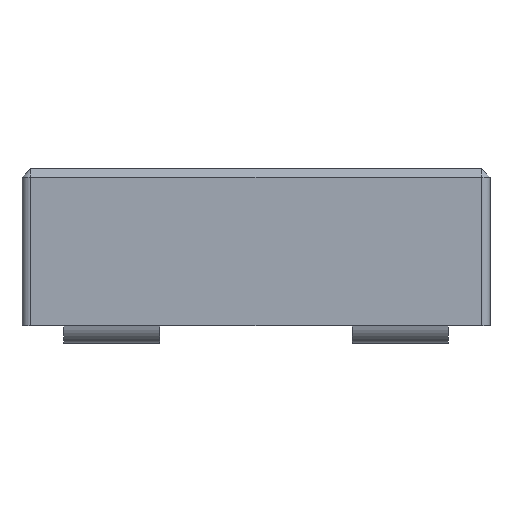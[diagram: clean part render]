
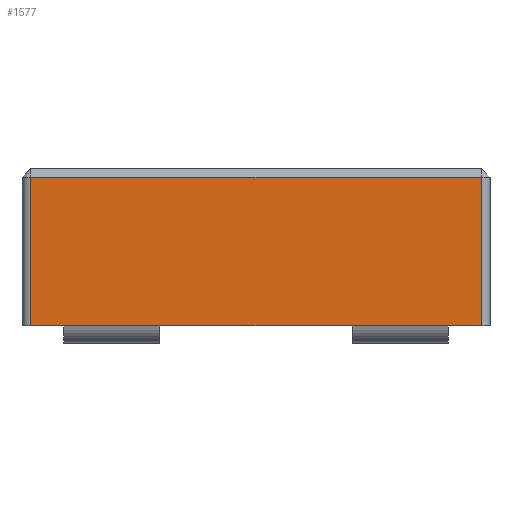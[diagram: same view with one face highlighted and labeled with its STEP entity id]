
A CAD part, front view. The second image highlights one B-rep face of the part: STEP entity #1577.
In plain terms, the highlighted face is planar.
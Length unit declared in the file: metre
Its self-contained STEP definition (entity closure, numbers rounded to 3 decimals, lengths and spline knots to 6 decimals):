
#88=PLANE('',#1661);
#109=LINE('',#1984,#216);
#182=LINE('',#2501,#289);
#189=LINE('',#2521,#296);
#201=LINE('',#2545,#308);
#216=VECTOR('',#1713,1.);
#289=VECTOR('',#1870,1.);
#296=VECTOR('',#1889,1.);
#308=VECTOR('',#1923,1.);
#549=ORIENTED_EDGE('',*,*,#730,.F.);
#550=ORIENTED_EDGE('',*,*,#622,.T.);
#551=ORIENTED_EDGE('',*,*,#720,.T.);
#552=ORIENTED_EDGE('',*,*,#743,.T.);
#622=EDGE_CURVE('',#761,#766,#109,.T.);
#720=EDGE_CURVE('',#766,#831,#182,.T.);
#730=EDGE_CURVE('',#761,#838,#189,.T.);
#743=EDGE_CURVE('',#831,#838,#201,.T.);
#761=VERTEX_POINT('',#1970);
#766=VERTEX_POINT('',#1983);
#831=VERTEX_POINT('',#2502);
#838=VERTEX_POINT('',#2522);
#929=EDGE_LOOP('',(#549,#550,#551,#552));
#1013=FACE_BOUND('',#929,.T.);
#1577=ADVANCED_FACE('',(#1013),#88,.F.);
#1661=AXIS2_PLACEMENT_3D('',#2544,#1921,#1922);
#1713=DIRECTION('',(0.,1.,0.));
#1870=DIRECTION('',(0.,0.,-1.));
#1889=DIRECTION('',(0.,0.,-1.));
#1921=DIRECTION('',(1.,0.,0.));
#1922=DIRECTION('',(0.,0.,-1.));
#1923=DIRECTION('',(0.,-1.,0.));
#1970=CARTESIAN_POINT('',(-0.00275,-0.002575,0.0017));
#1983=CARTESIAN_POINT('',(-0.00275,0.002575,0.0017));
#1984=CARTESIAN_POINT('',(-0.00275,0.002575,0.0017));
#2501=CARTESIAN_POINT('',(-0.00275,0.002575,0.0018));
#2502=CARTESIAN_POINT('',(-0.00275,0.002575,0.));
#2521=CARTESIAN_POINT('',(-0.00275,-0.002575,0.0018));
#2522=CARTESIAN_POINT('',(-0.00275,-0.002575,0.));
#2544=CARTESIAN_POINT('',(-0.00275,0.002675,0.0018));
#2545=CARTESIAN_POINT('',(-0.00275,0.002675,0.));
